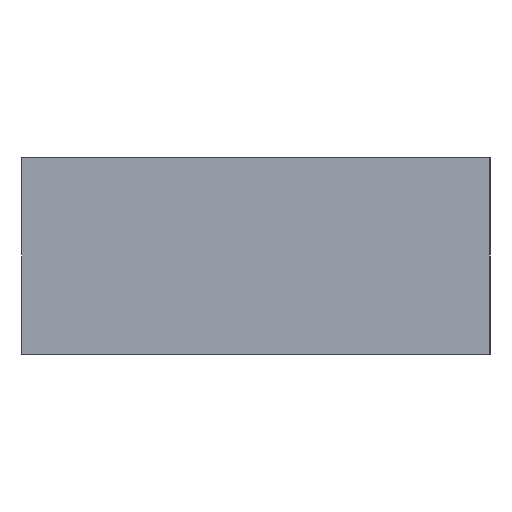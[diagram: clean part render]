
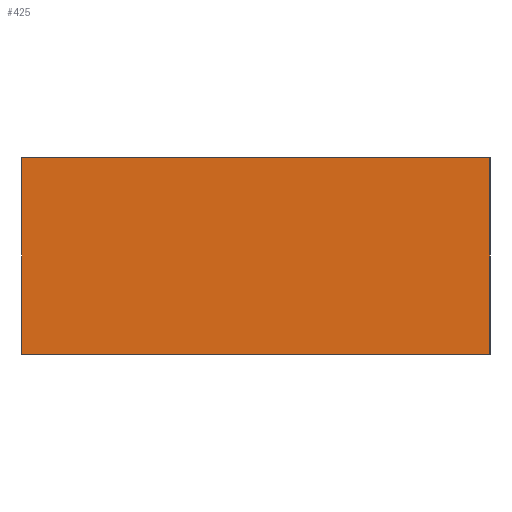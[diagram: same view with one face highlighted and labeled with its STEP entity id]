
A CAD part, left-side view. The second image highlights one B-rep face of the part: STEP entity #425.
In plain terms, the highlighted planar face has unit normal (-1, 0, 0).
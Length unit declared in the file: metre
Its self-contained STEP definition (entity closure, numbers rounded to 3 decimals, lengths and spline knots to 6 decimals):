
#78=ORIENTED_EDGE('',*,*,#156,.F.);
#79=ORIENTED_EDGE('',*,*,#147,.F.);
#80=ORIENTED_EDGE('',*,*,#179,.T.);
#81=ORIENTED_EDGE('',*,*,#173,.T.);
#147=EDGE_CURVE('',#205,#197,#245,.T.);
#156=EDGE_CURVE('',#197,#210,#254,.T.);
#173=EDGE_CURVE('',#222,#210,#269,.T.);
#179=EDGE_CURVE('',#205,#222,#275,.T.);
#197=VERTEX_POINT('',#592);
#205=VERTEX_POINT('',#608);
#210=VERTEX_POINT('',#628);
#222=VERTEX_POINT('',#661);
#245=LINE('',#609,#299);
#254=LINE('',#627,#308);
#269=LINE('',#660,#323);
#275=LINE('',#671,#329);
#299=VECTOR('',#491,1.);
#308=VECTOR('',#510,1.);
#323=VECTOR('',#537,1.);
#329=VECTOR('',#545,1.);
#353=EDGE_LOOP('',(#78,#79,#80,#81));
#381=FACE_BOUND('',#353,.T.);
#406=PLANE('',#461);
#425=ADVANCED_FACE('',(#381),#406,.T.);
#461=AXIS2_PLACEMENT_3D('',#670,#543,#544);
#491=DIRECTION('',(0.,0.,-1.));
#510=DIRECTION('',(0.,1.,0.));
#537=DIRECTION('',(0.,0.,-1.));
#543=DIRECTION('',(-1.,0.,0.));
#544=DIRECTION('',(0.,0.,1.));
#545=DIRECTION('',(0.,1.,0.));
#592=CARTESIAN_POINT('',(-0.03757,-0.00835,0.));
#608=CARTESIAN_POINT('',(-0.03757,-0.00835,0.007));
#609=CARTESIAN_POINT('',(-0.03757,-0.00835,0.007));
#627=CARTESIAN_POINT('',(-0.03757,0.,0.));
#628=CARTESIAN_POINT('',(-0.03757,0.00835,0.));
#660=CARTESIAN_POINT('',(-0.03757,0.00835,0.007));
#661=CARTESIAN_POINT('',(-0.03757,0.00835,0.007));
#670=CARTESIAN_POINT('',(-0.03757,0.,0.007));
#671=CARTESIAN_POINT('',(-0.03757,0.,0.007));
